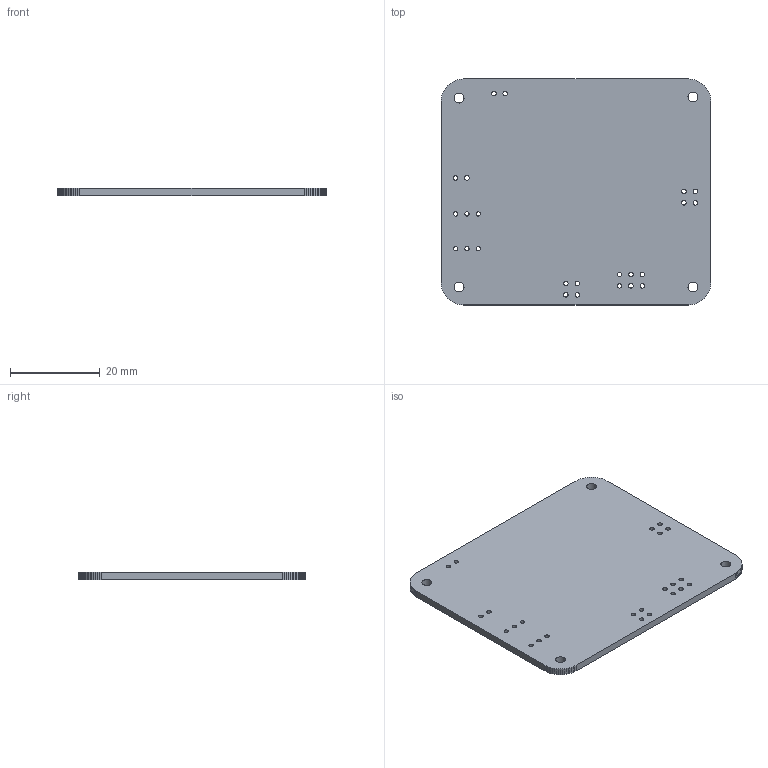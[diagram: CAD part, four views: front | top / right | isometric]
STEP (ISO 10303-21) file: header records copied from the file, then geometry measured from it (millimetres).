
FILE_DESCRIPTION(('KiCad electronic assembly'),'2;1');
FILE_NAME('MATE ROV Float.step','2024-03-03T21:42:08',('Pcbnew'),( 'Kicad'),'Open CASCADE STEP processor 7.7','KiCad to STEP converter' ,'Unknown');
FILE_SCHEMA(('AUTOMOTIVE_DESIGN { 1 0 10303 214 1 1 1 1 }'));
Length unit declared in the file: millimetre
Products named in the file (2): MATE ROV Float 1; MATE ROV Float PCB
Assembly tree (1 placements, depth 2):
  MATE ROV Float 1
    MATE ROV Float PCB
Bounding box: 60 x 50.25 x 1.6 mm (x, y, z)
Volume: 4735.8 mm3; surface area: 6422.1 mm2
Topology: 1 solids, 1 shells, 106 faces, 312 edges, 208 vertices
Faces by surface type: plane 78, cylinder 28
Full cylindrical faces by diameter (mm): 0.95 x6, 1 x18, 2.2 x4
Entity records: 7897 total; most frequent: CARTESIAN_POINT 1588, DIRECTION 1152, LINE 824, VECTOR 824, ORIENTED_EDGE 624, PCURVE 624, DEFINITIONAL_REPRESENTATION 624, EDGE_CURVE 312
